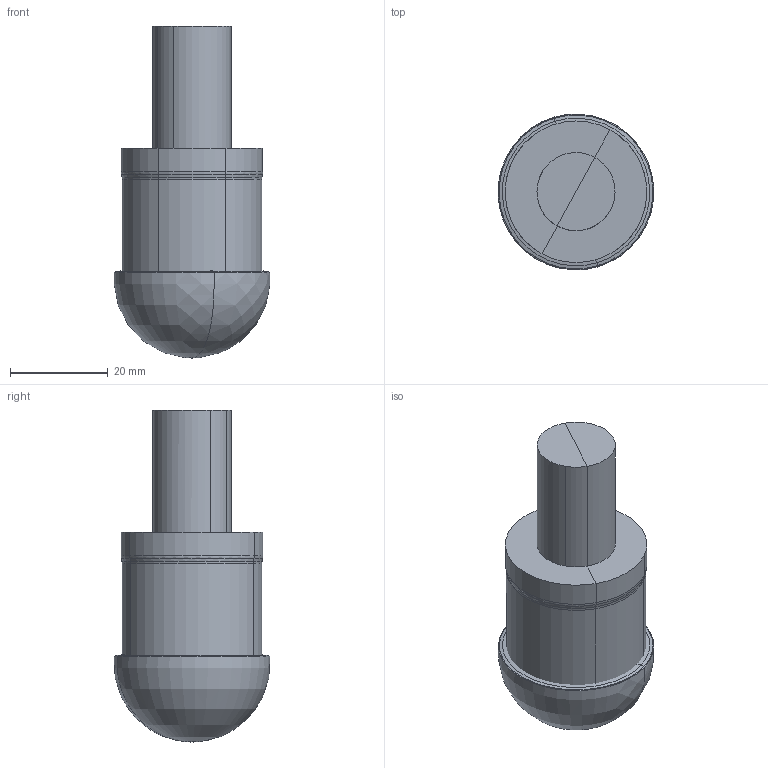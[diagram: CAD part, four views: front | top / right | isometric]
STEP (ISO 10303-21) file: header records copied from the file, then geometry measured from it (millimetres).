
FILE_DESCRIPTION((''),'2;1');
FILE_NAME('1TW7S032043X8R00','2015-12-04T',('thielmann'),(''),'PRO/ENGINEER BY PARAMETRIC TECHNOLOGY CORPORATION, 2011490','PRO/ENGINEER BY PARAMETRIC TECHNOLOGY CORPORATION, 2011490','');
FILE_SCHEMA(('AUTOMOTIVE_DESIGN { 1 2 10303 214 0 1 1 1 }'));
Length unit declared in the file: millimetre
Products named in the file (3): NO_CUT; CUT; 1TW7S032043X8R00
Assembly tree (2 placements, depth 2):
  1TW7S032043X8R00
    NO_CUT
    CUT
Bounding box: 31.94 x 31.82 x 68 mm (x, y, z)
Volume: 38770.4 mm3; surface area: 10035.9 mm2
Topology: 2 solids, 2 shells, 72 faces, 224 edges, 153 vertices
Faces by surface type: revolution 24, cylinder 12, torus 12, bspline 12, plane 6, cone 6
Entity records: 3820 total; most frequent: CARTESIAN_POINT 976, DIRECTION 446, ORIENTED_EDGE 406, PRESENTATION_STYLE_ASSIGNMENT 228, STYLED_ITEM 228, CURVE_STYLE 226, EDGE_CURVE 203, AXIS2_PLACEMENT_3D 196
